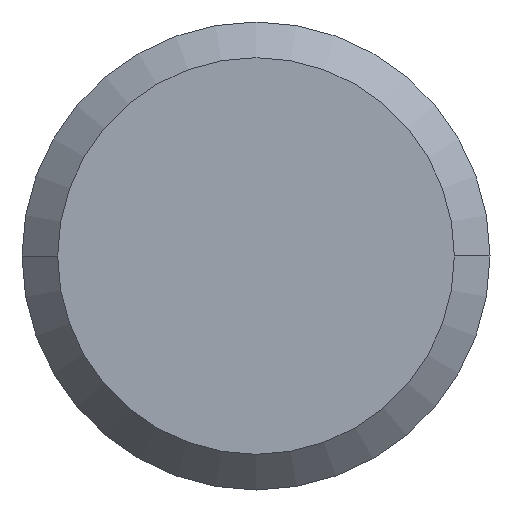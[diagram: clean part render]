
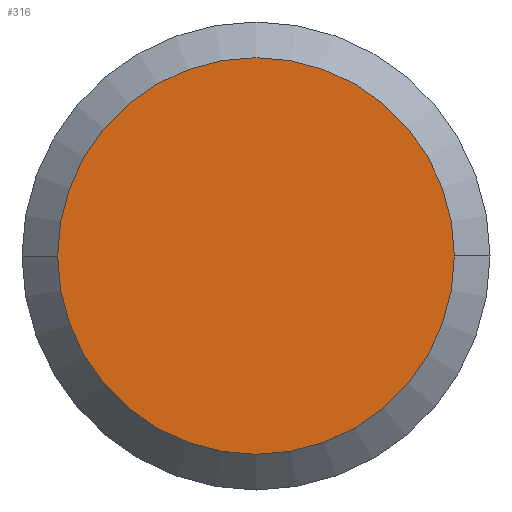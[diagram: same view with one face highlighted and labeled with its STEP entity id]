
A CAD part, left-side view. The second image highlights one B-rep face of the part: STEP entity #316.
In plain terms, the highlighted planar face has unit normal (-1, 0, 0).
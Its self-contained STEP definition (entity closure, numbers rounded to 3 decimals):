
#9 = VERTEX_POINT ( 'NONE', #304 ) ;
#37 = AXIS2_PLACEMENT_3D ( 'NONE', #42, #174, #144 ) ;
#42 = CARTESIAN_POINT ( 'NONE',  ( 0., 0., 0. ) ) ;
#44 = AXIS2_PLACEMENT_3D ( 'NONE', #410, #352, #227 ) ;
#56 = CIRCLE ( 'NONE', #37, 4.238 ) ;
#79 = EDGE_CURVE ( 'NONE', #346, #9, #135, .T. ) ;
#100 = CARTESIAN_POINT ( 'NONE',  ( 0., 0., 0. ) ) ;
#123 = EDGE_CURVE ( 'NONE', #9, #346, #56, .T. ) ;
#135 = CIRCLE ( 'NONE', #334, 4.238 ) ;
#138 = DIRECTION ( 'NONE',  ( 0., 1., 0. ) ) ;
#144 = DIRECTION ( 'NONE',  ( 0., 1., 0. ) ) ;
#174 = DIRECTION ( 'NONE',  ( 1., 0., 0. ) ) ;
#196 = PLANE ( 'NONE',  #44 ) ;
#227 = DIRECTION ( 'NONE',  ( 0., -1., 0. ) ) ;
#249 = ORIENTED_EDGE ( 'NONE', *, *, #123, .F. ) ;
#285 = FACE_OUTER_BOUND ( 'NONE', #322, .T. ) ;
#292 = ORIENTED_EDGE ( 'NONE', *, *, #79, .F. ) ;
#304 = CARTESIAN_POINT ( 'NONE',  ( 0., 4.238, 0. ) ) ;
#312 = CARTESIAN_POINT ( 'NONE',  ( 0., -4.238, 0. ) ) ;
#316 = ADVANCED_FACE ( 'NONE', ( #285 ), #196, .T. ) ;
#322 = EDGE_LOOP ( 'NONE', ( #249, #292 ) ) ;
#329 = DIRECTION ( 'NONE',  ( 1., 0., 0. ) ) ;
#334 = AXIS2_PLACEMENT_3D ( 'NONE', #100, #329, #138 ) ;
#346 = VERTEX_POINT ( 'NONE', #312 ) ;
#352 = DIRECTION ( 'NONE',  ( -1., 0., 0. ) ) ;
#410 = CARTESIAN_POINT ( 'NONE',  ( 0., 0., 0. ) ) ;
